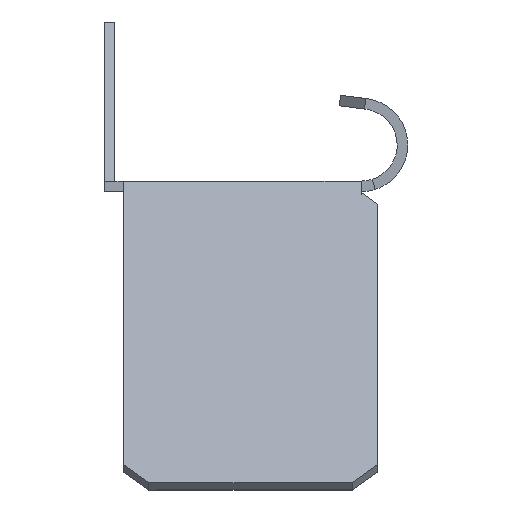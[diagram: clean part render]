
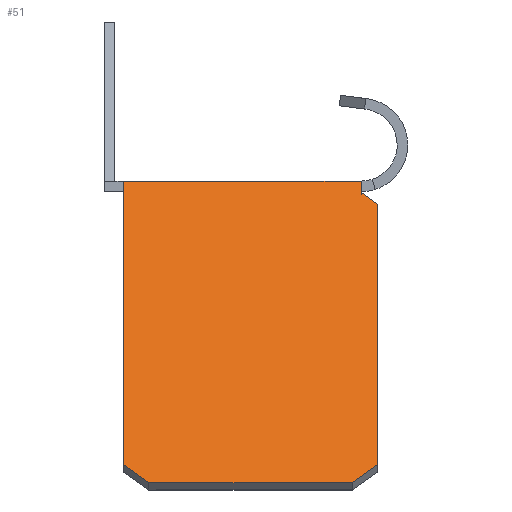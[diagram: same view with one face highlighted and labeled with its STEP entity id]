
A CAD part, left-side view. The second image highlights one B-rep face of the part: STEP entity #51.
In plain terms, the highlighted planar face has unit normal (-0.707, 0, 0.707).
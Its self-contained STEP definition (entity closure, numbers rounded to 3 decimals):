
#51=ADVANCED_FACE('',(#94),#694,.T.);
#94=FACE_OUTER_BOUND('',#137,.T.);
#137=EDGE_LOOP('',(#325,#326,#327,#328,#329,#330,#331,#332));
#325=ORIENTED_EDGE('',*,*,#366,.F.);
#326=ORIENTED_EDGE('',*,*,#470,.F.);
#327=ORIENTED_EDGE('',*,*,#474,.T.);
#328=ORIENTED_EDGE('',*,*,#439,.T.);
#329=ORIENTED_EDGE('',*,*,#464,.T.);
#330=ORIENTED_EDGE('',*,*,#469,.T.);
#331=ORIENTED_EDGE('',*,*,#388,.T.);
#332=ORIENTED_EDGE('',*,*,#392,.F.);
#366=EDGE_CURVE('',#589,#588,#489,.T.);
#388=EDGE_CURVE('',#610,#612,#511,.T.);
#392=EDGE_CURVE('',#588,#612,#515,.T.);
#439=EDGE_CURVE('',#648,#647,#552,.T.);
#464=EDGE_CURVE('',#647,#655,#576,.T.);
#469=EDGE_CURVE('',#655,#610,#580,.T.);
#470=EDGE_CURVE('',#603,#589,#581,.T.);
#474=EDGE_CURVE('',#603,#648,#585,.T.);
#489=B_SPLINE_CURVE_WITH_KNOTS('',1,(#1109,#1110),.UNSPECIFIED.,.F.,.F.,
(2,2),(-213.48,-185.445),.UNSPECIFIED.);
#511=B_SPLINE_CURVE_WITH_KNOTS('',1,(#1153,#1154),.UNSPECIFIED.,.F.,.F.,
(2,2),(-2.207,-0.295),.UNSPECIFIED.);
#515=B_SPLINE_CURVE_WITH_KNOTS('',1,(#1161,#1162),.UNSPECIFIED.,.F.,.F.,
(2,2),(154.843,156.754),.UNSPECIFIED.);
#552=B_SPLINE_CURVE_WITH_KNOTS('',1,(#1273,#1274),.UNSPECIFIED.,.F.,.F.,
(2,2),(-231.154,-207.154),.UNSPECIFIED.);
#576=B_SPLINE_CURVE_WITH_KNOTS('',1,(#1324,#1325),.UNSPECIFIED.,.F.,.F.,
(2,2),(0.,4.243),.UNSPECIFIED.);
#580=B_SPLINE_CURVE_WITH_KNOTS('',1,(#1335,#1336),.UNSPECIFIED.,.F.,.F.,
(2,2),(-202.911,-159.533),.UNSPECIFIED.);
#581=B_SPLINE_CURVE_WITH_KNOTS('',1,(#1337,#1338),.UNSPECIFIED.,.F.,.F.,
(2,2),(235.397,281.652),.UNSPECIFIED.);
#585=B_SPLINE_CURVE_WITH_KNOTS('',1,(#1345,#1346),.UNSPECIFIED.,.F.,.F.,
(2,2),(-4.243,0.),.UNSPECIFIED.);
#588=VERTEX_POINT('',#1038);
#589=VERTEX_POINT('',#1039);
#603=VERTEX_POINT('',#1053);
#610=VERTEX_POINT('',#1060);
#612=VERTEX_POINT('',#1062);
#647=VERTEX_POINT('',#1097);
#648=VERTEX_POINT('',#1098);
#655=VERTEX_POINT('',#1105);
#694=PLANE('',#811);
#811=AXIS2_PLACEMENT_3D('',#1031,#843,$);
#843=DIRECTION('',(-0.707,0.,0.707));
#1031=CARTESIAN_POINT('',(-36.577,33.835,-3.895));
#1038=CARTESIAN_POINT('',(-36.932,5.5,-4.25));
#1039=CARTESIAN_POINT('',(-36.932,33.535,-4.25));
#1053=CARTESIAN_POINT('',(-70.346,33.535,-37.664));
#1060=CARTESIAN_POINT('',(-39.672,3.535,-6.99));
#1062=CARTESIAN_POINT('',(-38.283,5.5,-5.601));
#1097=CARTESIAN_POINT('',(-72.467,6.535,-39.785));
#1098=CARTESIAN_POINT('',(-72.467,30.535,-39.785));
#1105=CARTESIAN_POINT('',(-70.346,3.535,-37.664));
#1109=CARTESIAN_POINT('',(-36.932,33.535,-4.25));
#1110=CARTESIAN_POINT('',(-36.932,5.5,-4.25));
#1153=CARTESIAN_POINT('',(-39.672,3.535,-6.99));
#1154=CARTESIAN_POINT('',(-38.283,5.5,-5.601));
#1161=CARTESIAN_POINT('',(-36.932,5.5,-4.25));
#1162=CARTESIAN_POINT('',(-38.283,5.5,-5.601));
#1273=CARTESIAN_POINT('',(-72.467,30.535,-39.785));
#1274=CARTESIAN_POINT('',(-72.467,6.535,-39.785));
#1324=CARTESIAN_POINT('',(-72.467,6.535,-39.785));
#1325=CARTESIAN_POINT('',(-70.346,3.535,-37.664));
#1335=CARTESIAN_POINT('',(-70.346,3.535,-37.664));
#1336=CARTESIAN_POINT('',(-39.672,3.535,-6.99));
#1337=CARTESIAN_POINT('',(-70.346,33.535,-37.664));
#1338=CARTESIAN_POINT('',(-36.932,33.535,-4.25));
#1345=CARTESIAN_POINT('',(-70.346,33.535,-37.664));
#1346=CARTESIAN_POINT('',(-72.467,30.535,-39.785));
